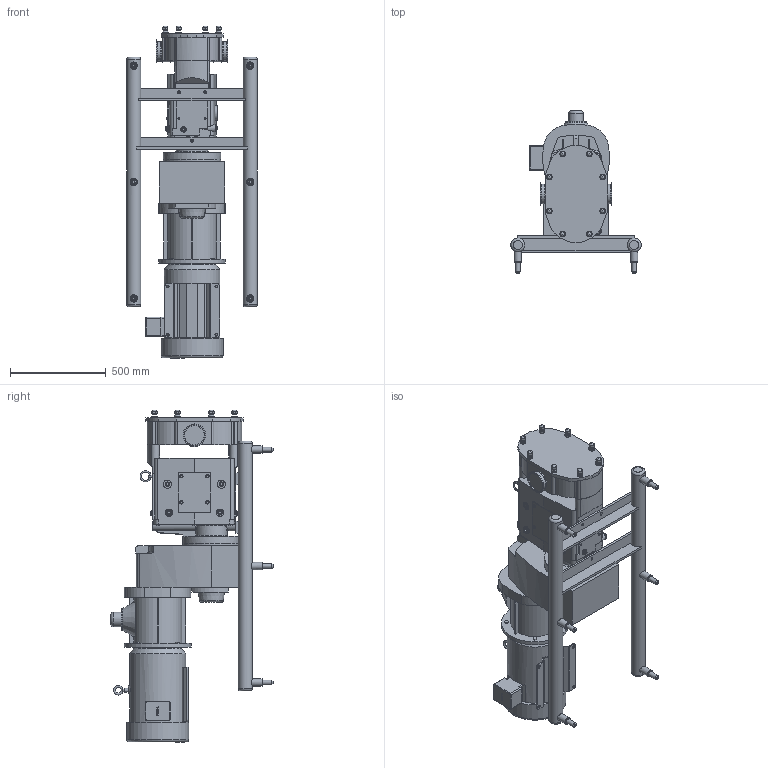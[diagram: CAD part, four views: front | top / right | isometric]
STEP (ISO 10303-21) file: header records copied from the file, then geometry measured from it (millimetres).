
FILE_DESCRIPTION(/* description */ (''),/* implementation_level */ '2;1');
FILE_NAME(/* name */ 'U3_210U3_256TC_4.0x4.0_S-Line_20HP_LH_SM.stp',/* time_stamp */ '2021-05-24T19:16:37+06:00',/* author */ ('trtmhr'),/* organization */ (''),/* preprocessor_version */ 'ST-DEVELOPER v18.1',/* originating_system */ 'Autodesk Inventor 2020',/* authorisation */ '');
FILE_SCHEMA (('AUTOMOTIVE_DESIGN { 1 0 10303 214 3 1 1 }'));
Length unit declared in the file: inch
Products named in the file (1): U3_210U3_256TC_4.0x4.0_S-Line_20HP_LH_SM
Bounding box: 682.62 x 849.16 x 1738.2 mm (x, y, z)
Volume: 171190726.4 mm3; surface area: 4233587 mm2
Topology: 4 solids, 4 shells, 1002 faces, 2722 edges, 1807 vertices
Faces by surface type: plane 513, cylinder 252, bspline 86, torus 79, cone 64, sphere 8
Full cylindrical faces by diameter (mm): 7.798 x1, 10.719 x4, 12.7 x2, 13.462 x4, 14.3 x3, 14.478 x1, 15.24 x1, 19.304 x1, 23.012 x8, 23.876 x3, 25.4 x11, 29.083 x8, 29.21 x2, 31.75 x3, 38.1 x10, 42.672 x2, 75.997 x1, 101.6 x2, 102.946 x4, 103.962 x2, 111.989 x1, 119.024 x2, 250.012 x1, 292.329 x1, 299.974 x1, 299.999 x1, 324.612 x1, 350.012 x1
Entity records: 34730 total; most frequent: CARTESIAN_POINT 9351, ORIENTED_EDGE 5402, DIRECTION 5166, EDGE_CURVE 2701, AXIS2_PLACEMENT_3D 1924, VERTEX_POINT 1807, LINE 1318, VECTOR 1318
